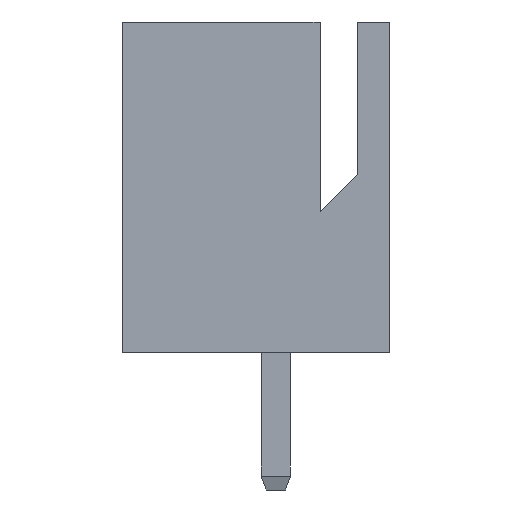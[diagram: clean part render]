
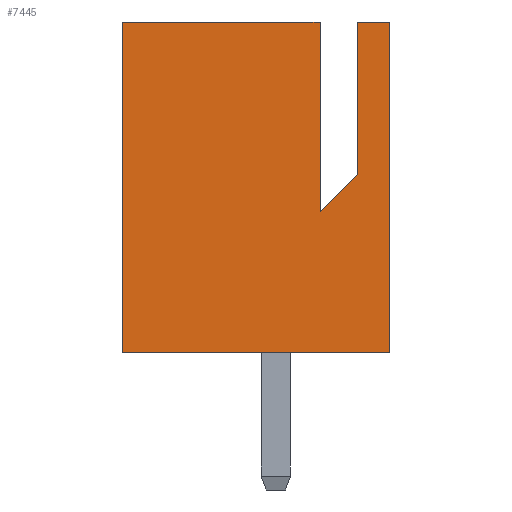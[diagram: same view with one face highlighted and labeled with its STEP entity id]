
A CAD part, left-side view. The second image highlights one B-rep face of the part: STEP entity #7445.
In plain terms, the highlighted planar face has unit normal (-1, 0, 0).
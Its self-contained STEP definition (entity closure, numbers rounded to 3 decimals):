
#278 = CARTESIAN_POINT ( 'NONE',  ( -11.087, -2.489, 7.214 ) ) ;
#1214 = VERTEX_POINT ( 'NONE', #6103 ) ;
#1289 = EDGE_CURVE ( 'NONE', #1214, #6281, #10015, .T. ) ;
#1307 = DIRECTION ( 'NONE',  ( 0., 0., -1. ) ) ;
#1608 = CARTESIAN_POINT ( 'NONE',  ( -11.087, 3.353, 0. ) ) ;
#1653 = VECTOR ( 'NONE', #12842, 1000. ) ;
#1905 = ORIENTED_EDGE ( 'NONE', *, *, #13723, .T. ) ;
#2160 = CARTESIAN_POINT ( 'NONE',  ( -11.087, -2.489, 0.711 ) ) ;
#2163 = DIRECTION ( 'NONE',  ( -1., 0., 0. ) ) ;
#2249 = VERTEX_POINT ( 'NONE', #8741 ) ;
#2504 = ORIENTED_EDGE ( 'NONE', *, *, #10861, .T. ) ;
#3095 = VECTOR ( 'NONE', #7201, 1000. ) ;
#3205 = ORIENTED_EDGE ( 'NONE', *, *, #6200, .T. ) ;
#3451 = VECTOR ( 'NONE', #9991, 1000. ) ;
#3510 = CARTESIAN_POINT ( 'NONE',  ( -11.087, -2.489, 0.711 ) ) ;
#4200 = DIRECTION ( 'NONE',  ( 0., 1., 0. ) ) ;
#4385 = VERTEX_POINT ( 'NONE', #13518 ) ;
#4709 = PLANE ( 'NONE',  #6741 ) ;
#5136 = VECTOR ( 'NONE', #4200, 1000. ) ;
#5146 = CARTESIAN_POINT ( 'NONE',  ( -11.087, -1.778, 7.214 ) ) ;
#5286 = VECTOR ( 'NONE', #14860, 1000. ) ;
#5457 = LINE ( 'NONE', #13830, #3451 ) ;
#5539 = DIRECTION ( 'NONE',  ( 0., 0., 1. ) ) ;
#6103 = CARTESIAN_POINT ( 'NONE',  ( -11.087, -0.965, 7.214 ) ) ;
#6109 = LINE ( 'NONE', #9842, #3095 ) ;
#6200 = EDGE_CURVE ( 'NONE', #2249, #4385, #12483, .T. ) ;
#6281 = VERTEX_POINT ( 'NONE', #14075 ) ;
#6741 = AXIS2_PLACEMENT_3D ( 'NONE', #3510, #2163, #13403 ) ;
#6956 = CARTESIAN_POINT ( 'NONE',  ( -11.087, -0.965, 3.073 ) ) ;
#7018 = LINE ( 'NONE', #2160, #1653 ) ;
#7201 = DIRECTION ( 'NONE',  ( 0., 0., -1. ) ) ;
#7231 = VERTEX_POINT ( 'NONE', #1608 ) ;
#7445 = ADVANCED_FACE ( 'NONE', ( #14446 ), #4709, .T. ) ;
#7708 = ORIENTED_EDGE ( 'NONE', *, *, #14229, .F. ) ;
#8568 = VECTOR ( 'NONE', #5539, 1000. ) ;
#8741 = CARTESIAN_POINT ( 'NONE',  ( -11.087, -1.778, 7.214 ) ) ;
#8825 = VERTEX_POINT ( 'NONE', #14588 ) ;
#9122 = EDGE_CURVE ( 'NONE', #4385, #10921, #5457, .T. ) ;
#9161 = EDGE_CURVE ( 'NONE', #10921, #1214, #11902, .T. ) ;
#9235 = CARTESIAN_POINT ( 'NONE',  ( -11.087, -2.489, 0. ) ) ;
#9708 = EDGE_LOOP ( 'NONE', ( #13572, #11734, #14761, #1905, #7708, #10566, #2504, #3205 ) ) ;
#9842 = CARTESIAN_POINT ( 'NONE',  ( -11.087, 3.353, 0.711 ) ) ;
#9991 = DIRECTION ( 'NONE',  ( 0., 0.707, -0.707 ) ) ;
#10015 = LINE ( 'NONE', #11058, #5286 ) ;
#10317 = DIRECTION ( 'NONE',  ( 0., 1., 0. ) ) ;
#10566 = ORIENTED_EDGE ( 'NONE', *, *, #12075, .F. ) ;
#10861 = EDGE_CURVE ( 'NONE', #10876, #2249, #13922, .T. ) ;
#10876 = VERTEX_POINT ( 'NONE', #278 ) ;
#10921 = VERTEX_POINT ( 'NONE', #6956 ) ;
#11058 = CARTESIAN_POINT ( 'NONE',  ( -11.087, -2.489, 7.214 ) ) ;
#11282 = CARTESIAN_POINT ( 'NONE',  ( -11.087, -2.489, 7.214 ) ) ;
#11559 = VECTOR ( 'NONE', #10317, 1000. ) ;
#11734 = ORIENTED_EDGE ( 'NONE', *, *, #9161, .T. ) ;
#11902 = LINE ( 'NONE', #15313, #8568 ) ;
#12075 = EDGE_CURVE ( 'NONE', #10876, #8825, #7018, .T. ) ;
#12483 = LINE ( 'NONE', #5146, #15489 ) ;
#12842 = DIRECTION ( 'NONE',  ( 0., 0., -1. ) ) ;
#13403 = DIRECTION ( 'NONE',  ( 0., 0., 1. ) ) ;
#13518 = CARTESIAN_POINT ( 'NONE',  ( -11.087, -1.778, 3.886 ) ) ;
#13572 = ORIENTED_EDGE ( 'NONE', *, *, #9122, .T. ) ;
#13723 = EDGE_CURVE ( 'NONE', #6281, #7231, #6109, .T. ) ;
#13830 = CARTESIAN_POINT ( 'NONE',  ( -11.087, -1.778, 3.886 ) ) ;
#13922 = LINE ( 'NONE', #11282, #11559 ) ;
#14075 = CARTESIAN_POINT ( 'NONE',  ( -11.087, 3.353, 7.214 ) ) ;
#14229 = EDGE_CURVE ( 'NONE', #8825, #7231, #15112, .T. ) ;
#14446 = FACE_OUTER_BOUND ( 'NONE', #9708, .T. ) ;
#14588 = CARTESIAN_POINT ( 'NONE',  ( -11.087, -2.489, 0. ) ) ;
#14761 = ORIENTED_EDGE ( 'NONE', *, *, #1289, .T. ) ;
#14860 = DIRECTION ( 'NONE',  ( 0., 1., 0. ) ) ;
#15112 = LINE ( 'NONE', #9235, #5136 ) ;
#15313 = CARTESIAN_POINT ( 'NONE',  ( -11.087, -0.965, 3.073 ) ) ;
#15489 = VECTOR ( 'NONE', #1307, 1000. ) ;
